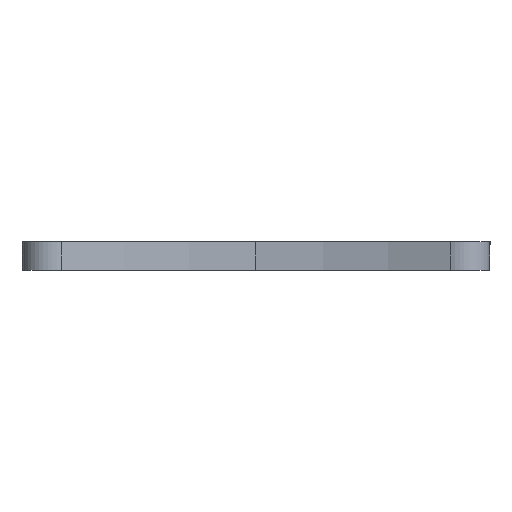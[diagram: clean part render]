
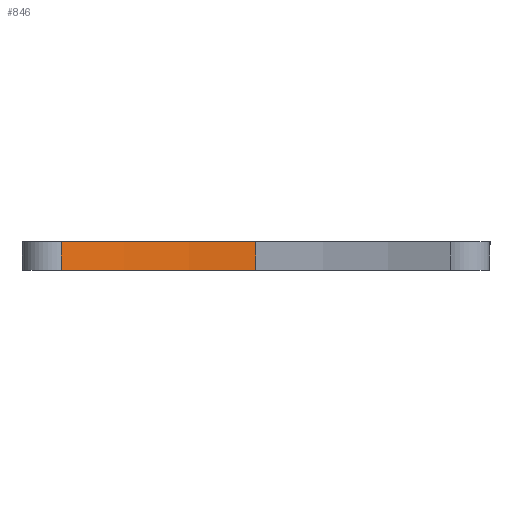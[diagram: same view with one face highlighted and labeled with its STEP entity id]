
A CAD part, left-side view. The second image highlights one B-rep face of the part: STEP entity #846.
In plain terms, the highlighted cylindrical face has radius 53 mm (diameter 106 mm), a partial arc.
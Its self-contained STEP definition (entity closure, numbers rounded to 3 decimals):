
#309 = CARTESIAN_POINT ( 'NONE',  ( -147., 0., 3. ) ) ;
#409 = VERTEX_POINT ( 'NONE', #1072 ) ;
#609 = FACE_OUTER_BOUND ( 'NONE', #2645, .T. ) ;
#616 = CARTESIAN_POINT ( 'NONE',  ( -151.261, 20.821, 3. ) ) ;
#674 = AXIS2_PLACEMENT_3D ( 'NONE', #1370, #1323, #1314 ) ;
#829 = VECTOR ( 'NONE', #2676, 1000. ) ;
#846 = ADVANCED_FACE ( 'NONE', ( #609 ), #2963, .F. ) ;
#929 = VERTEX_POINT ( 'NONE', #616 ) ;
#1072 = CARTESIAN_POINT ( 'NONE',  ( -151.261, 20.821, 0. ) ) ;
#1074 = EDGE_CURVE ( 'NONE', #409, #929, #2508, .T. ) ;
#1259 = EDGE_CURVE ( 'NONE', #929, #2955, #2973, .T. ) ;
#1314 = DIRECTION ( 'NONE',  ( 1., 0., 0. ) ) ;
#1323 = DIRECTION ( 'NONE',  ( 0., 0., -1. ) ) ;
#1370 = CARTESIAN_POINT ( 'NONE',  ( -200., 0., 0. ) ) ;
#1442 = EDGE_CURVE ( 'NONE', #1941, #2955, #2572, .T. ) ;
#1514 = EDGE_CURVE ( 'NONE', #409, #1941, #2484, .T. ) ;
#1532 = DIRECTION ( 'NONE',  ( 1., 0., 0. ) ) ;
#1539 = DIRECTION ( 'NONE',  ( 0., 0., -1. ) ) ;
#1543 = CARTESIAN_POINT ( 'NONE',  ( -200., 0., 3. ) ) ;
#1667 = CARTESIAN_POINT ( 'NONE',  ( -200., 0., -7. ) ) ;
#1849 = DIRECTION ( 'NONE',  ( 1., 0., 0. ) ) ;
#1941 = VERTEX_POINT ( 'NONE', #2257 ) ;
#2007 = DIRECTION ( 'NONE',  ( 0., 0., 1. ) ) ;
#2092 = AXIS2_PLACEMENT_3D ( 'NONE', #1543, #1539, #1532 ) ;
#2257 = CARTESIAN_POINT ( 'NONE',  ( -147., 0., 0. ) ) ;
#2406 = ORIENTED_EDGE ( 'NONE', *, *, #1514, .T. ) ;
#2484 = CIRCLE ( 'NONE', #674, 53. ) ;
#2495 = ORIENTED_EDGE ( 'NONE', *, *, #1442, .T. ) ;
#2508 = LINE ( 'NONE', #2762, #829 ) ;
#2527 = ORIENTED_EDGE ( 'NONE', *, *, #1259, .F. ) ;
#2554 = ORIENTED_EDGE ( 'NONE', *, *, #1074, .F. ) ;
#2570 = VECTOR ( 'NONE', #2803, 1000. ) ;
#2572 = LINE ( 'NONE', #2813, #2570 ) ;
#2645 = EDGE_LOOP ( 'NONE', ( #2406, #2495, #2527, #2554 ) ) ;
#2676 = DIRECTION ( 'NONE',  ( 0., 0., 1. ) ) ;
#2762 = CARTESIAN_POINT ( 'NONE',  ( -151.261, 20.821, -7. ) ) ;
#2803 = DIRECTION ( 'NONE',  ( 0., 0., 1. ) ) ;
#2813 = CARTESIAN_POINT ( 'NONE',  ( -147., 0., -7. ) ) ;
#2874 = AXIS2_PLACEMENT_3D ( 'NONE', #1667, #2007, #1849 ) ;
#2955 = VERTEX_POINT ( 'NONE', #309 ) ;
#2963 = CYLINDRICAL_SURFACE ( 'NONE', #2874, 53. ) ;
#2973 = CIRCLE ( 'NONE', #2092, 53. ) ;
